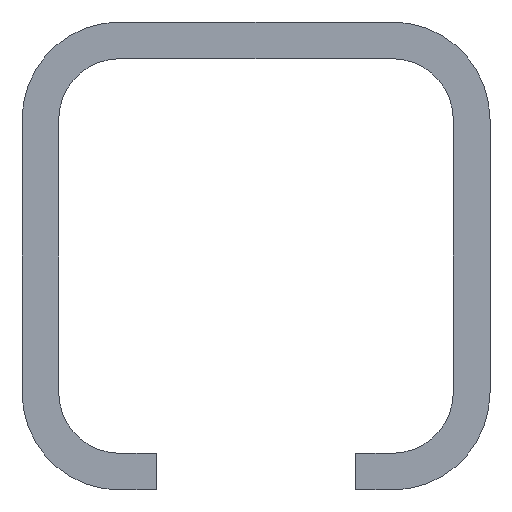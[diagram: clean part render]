
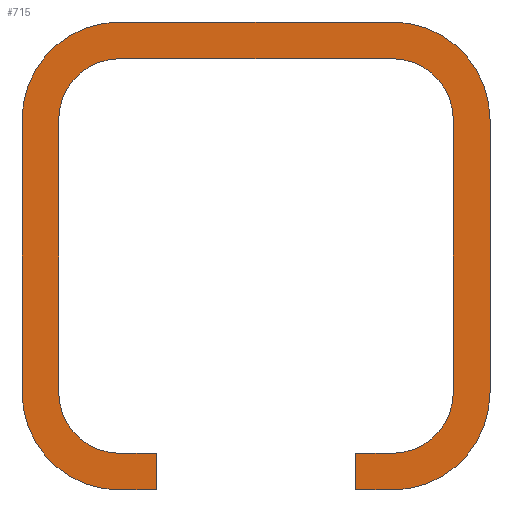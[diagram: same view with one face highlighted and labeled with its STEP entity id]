
A CAD part, front view. The second image highlights one B-rep face of the part: STEP entity #715.
In plain terms, the highlighted planar face has unit normal (0, -1, 0).
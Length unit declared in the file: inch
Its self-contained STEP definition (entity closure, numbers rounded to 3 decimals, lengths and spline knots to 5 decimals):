
#35=CARTESIAN_POINT('',(6.25044,2.10143,-0.349));
#36=VERTEX_POINT('',#35);
#43=CARTESIAN_POINT('',(6.00044,2.10143,-0.599));
#44=VERTEX_POINT('',#43);
#45=CARTESIAN_POINT('',(6.00044,2.10143,-0.349));
#46=DIRECTION('',(0.,1.,0.));
#47=DIRECTION('',(1.,0.,0.));
#48=AXIS2_PLACEMENT_3D('',#45,#46,#47);
#49=CIRCLE('',#48,0.25);
#50=EDGE_CURVE('',#36,#44,#49,.T.);
#74=CARTESIAN_POINT('',(6.25044,2.10143,0.349));
#75=VERTEX_POINT('',#74);
#82=CARTESIAN_POINT('',(6.25044,2.10143,-0.349));
#83=DIRECTION('',(0.,0.,-1.));
#84=VECTOR('',#83,1.);
#85=LINE('',#82,#84);
#86=EDGE_CURVE('',#75,#36,#85,.T.);
#106=CARTESIAN_POINT('',(6.00044,2.10143,0.599));
#107=VERTEX_POINT('',#106);
#114=CARTESIAN_POINT('',(6.00044,2.10143,0.349));
#115=DIRECTION('',(0.,1.,0.));
#116=DIRECTION('',(1.,0.,0.));
#117=AXIS2_PLACEMENT_3D('',#114,#115,#116);
#118=CIRCLE('',#117,0.25);
#119=EDGE_CURVE('',#107,#75,#118,.T.);
#138=CARTESIAN_POINT('',(5.30244,2.10143,0.599));
#139=VERTEX_POINT('',#138);
#146=CARTESIAN_POINT('',(6.00044,2.10143,0.599));
#147=DIRECTION('',(1.,0.,0.));
#148=VECTOR('',#147,1.);
#149=LINE('',#146,#148);
#150=EDGE_CURVE('',#139,#107,#149,.T.);
#170=CARTESIAN_POINT('',(5.05244,2.10143,0.349));
#171=VERTEX_POINT('',#170);
#178=CARTESIAN_POINT('',(5.30244,2.10143,0.349));
#179=DIRECTION('',(0.,1.,0.));
#180=DIRECTION('',(1.,0.,0.));
#181=AXIS2_PLACEMENT_3D('',#178,#179,#180);
#182=CIRCLE('',#181,0.25);
#183=EDGE_CURVE('',#171,#139,#182,.T.);
#202=CARTESIAN_POINT('',(5.05244,2.10143,-0.349));
#203=VERTEX_POINT('',#202);
#210=CARTESIAN_POINT('',(5.05244,2.10143,0.349));
#211=DIRECTION('',(0.,0.,1.));
#212=VECTOR('',#211,1.);
#213=LINE('',#210,#212);
#214=EDGE_CURVE('',#203,#171,#213,.T.);
#234=CARTESIAN_POINT('',(5.30244,2.10143,-0.599));
#235=VERTEX_POINT('',#234);
#242=CARTESIAN_POINT('',(5.30244,2.10143,-0.349));
#243=DIRECTION('',(0.,1.,0.));
#244=DIRECTION('',(1.,0.,0.));
#245=AXIS2_PLACEMENT_3D('',#242,#243,#244);
#246=CIRCLE('',#245,0.25);
#247=EDGE_CURVE('',#235,#203,#246,.T.);
#266=CARTESIAN_POINT('',(5.39644,2.10143,-0.599));
#267=VERTEX_POINT('',#266);
#274=CARTESIAN_POINT('',(5.30244,2.10143,-0.599));
#275=DIRECTION('',(-1.,0.,0.));
#276=VECTOR('',#275,1.);
#277=LINE('',#274,#276);
#278=EDGE_CURVE('',#267,#235,#277,.T.);
#297=CARTESIAN_POINT('',(5.39644,2.10143,-0.505));
#298=VERTEX_POINT('',#297);
#305=CARTESIAN_POINT('',(5.39644,2.10143,-0.505));
#306=DIRECTION('',(0.,0.,-1.));
#307=VECTOR('',#306,1.);
#308=LINE('',#305,#307);
#309=EDGE_CURVE('',#298,#267,#308,.T.);
#328=CARTESIAN_POINT('',(5.30244,2.10143,-0.505));
#329=VERTEX_POINT('',#328);
#336=CARTESIAN_POINT('',(5.30244,2.10143,-0.505));
#337=DIRECTION('',(1.,0.,0.));
#338=VECTOR('',#337,1.);
#339=LINE('',#336,#338);
#340=EDGE_CURVE('',#329,#298,#339,.T.);
#360=CARTESIAN_POINT('',(5.14644,2.10143,-0.349));
#361=VERTEX_POINT('',#360);
#368=CARTESIAN_POINT('',(5.30244,2.10143,-0.349));
#369=DIRECTION('',(0.,-1.,0.));
#370=DIRECTION('',(1.,0.,0.));
#371=AXIS2_PLACEMENT_3D('',#368,#369,#370);
#372=CIRCLE('',#371,0.156);
#373=EDGE_CURVE('',#361,#329,#372,.T.);
#392=CARTESIAN_POINT('',(5.14644,2.10143,0.349));
#393=VERTEX_POINT('',#392);
#400=CARTESIAN_POINT('',(5.14644,2.10143,0.349));
#401=DIRECTION('',(0.,0.,-1.));
#402=VECTOR('',#401,1.);
#403=LINE('',#400,#402);
#404=EDGE_CURVE('',#393,#361,#403,.T.);
#424=CARTESIAN_POINT('',(5.30244,2.10143,0.505));
#425=VERTEX_POINT('',#424);
#432=CARTESIAN_POINT('',(5.30244,2.10143,0.349));
#433=DIRECTION('',(0.,-1.,0.));
#434=DIRECTION('',(1.,0.,0.));
#435=AXIS2_PLACEMENT_3D('',#432,#433,#434);
#436=CIRCLE('',#435,0.156);
#437=EDGE_CURVE('',#425,#393,#436,.T.);
#456=CARTESIAN_POINT('',(6.00044,2.10143,0.505));
#457=VERTEX_POINT('',#456);
#464=CARTESIAN_POINT('',(6.00044,2.10143,0.505));
#465=DIRECTION('',(-1.,0.,0.));
#466=VECTOR('',#465,1.);
#467=LINE('',#464,#466);
#468=EDGE_CURVE('',#457,#425,#467,.T.);
#488=CARTESIAN_POINT('',(6.15644,2.10143,0.349));
#489=VERTEX_POINT('',#488);
#496=CARTESIAN_POINT('',(6.00044,2.10143,0.349));
#497=DIRECTION('',(0.,-1.,0.));
#498=DIRECTION('',(1.,0.,0.));
#499=AXIS2_PLACEMENT_3D('',#496,#497,#498);
#500=CIRCLE('',#499,0.156);
#501=EDGE_CURVE('',#489,#457,#500,.T.);
#520=CARTESIAN_POINT('',(6.15644,2.10143,-0.349));
#521=VERTEX_POINT('',#520);
#528=CARTESIAN_POINT('',(6.15644,2.10143,-0.349));
#529=DIRECTION('',(0.,0.,1.));
#530=VECTOR('',#529,1.);
#531=LINE('',#528,#530);
#532=EDGE_CURVE('',#521,#489,#531,.T.);
#552=CARTESIAN_POINT('',(6.00044,2.10143,-0.505));
#553=VERTEX_POINT('',#552);
#560=CARTESIAN_POINT('',(6.00044,2.10143,-0.349));
#561=DIRECTION('',(0.,-1.,0.));
#562=DIRECTION('',(1.,0.,0.));
#563=AXIS2_PLACEMENT_3D('',#560,#561,#562);
#564=CIRCLE('',#563,0.156);
#565=EDGE_CURVE('',#553,#521,#564,.T.);
#584=CARTESIAN_POINT('',(5.90644,2.10143,-0.505));
#585=VERTEX_POINT('',#584);
#592=CARTESIAN_POINT('',(5.90644,2.10143,-0.505));
#593=DIRECTION('',(1.,0.,0.));
#594=VECTOR('',#593,1.);
#595=LINE('',#592,#594);
#596=EDGE_CURVE('',#585,#553,#595,.T.);
#615=CARTESIAN_POINT('',(5.90644,2.10143,-0.599));
#616=VERTEX_POINT('',#615);
#623=CARTESIAN_POINT('',(5.90644,2.10143,-0.599));
#624=DIRECTION('',(0.,0.,1.));
#625=VECTOR('',#624,1.);
#626=LINE('',#623,#625);
#627=EDGE_CURVE('',#616,#585,#626,.T.);
#645=CARTESIAN_POINT('',(5.90644,2.10143,-0.599));
#646=DIRECTION('',(-1.,0.,0.));
#647=VECTOR('',#646,1.);
#648=LINE('',#645,#647);
#649=EDGE_CURVE('',#44,#616,#648,.T.);
#688=ORIENTED_EDGE('',*,*,#627,.F.);
#689=ORIENTED_EDGE('',*,*,#649,.F.);
#690=ORIENTED_EDGE('',*,*,#50,.F.);
#691=ORIENTED_EDGE('',*,*,#86,.F.);
#692=ORIENTED_EDGE('',*,*,#119,.F.);
#693=ORIENTED_EDGE('',*,*,#150,.F.);
#694=ORIENTED_EDGE('',*,*,#183,.F.);
#695=ORIENTED_EDGE('',*,*,#214,.F.);
#696=ORIENTED_EDGE('',*,*,#247,.F.);
#697=ORIENTED_EDGE('',*,*,#278,.F.);
#698=ORIENTED_EDGE('',*,*,#309,.F.);
#699=ORIENTED_EDGE('',*,*,#340,.F.);
#700=ORIENTED_EDGE('',*,*,#373,.F.);
#701=ORIENTED_EDGE('',*,*,#404,.F.);
#702=ORIENTED_EDGE('',*,*,#437,.F.);
#703=ORIENTED_EDGE('',*,*,#468,.F.);
#704=ORIENTED_EDGE('',*,*,#501,.F.);
#705=ORIENTED_EDGE('',*,*,#532,.F.);
#706=ORIENTED_EDGE('',*,*,#565,.F.);
#707=ORIENTED_EDGE('',*,*,#596,.F.);
#708=EDGE_LOOP('',(#688,#689,#690,#691,#692,#693,#694,#695,#696,#697,#698,#699,#700,#701,#702,#703,#704,#705,#706,#707));
#709=FACE_OUTER_BOUND('',#708,.T.);
#710=CARTESIAN_POINT('',(5.9358,2.10143,-0.599));
#711=DIRECTION('',(0.,1.,0.));
#712=DIRECTION('',(-1.,0.,0.));
#713=AXIS2_PLACEMENT_3D('',#710,#711,#712);
#714=PLANE('',#713);
#715=ADVANCED_FACE('',(#709),#714,.F.);
